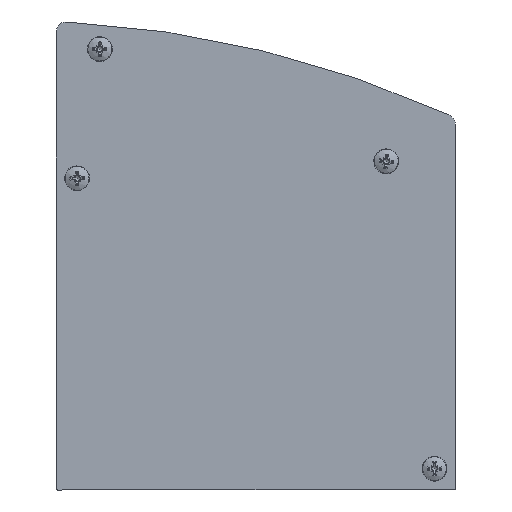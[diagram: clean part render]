
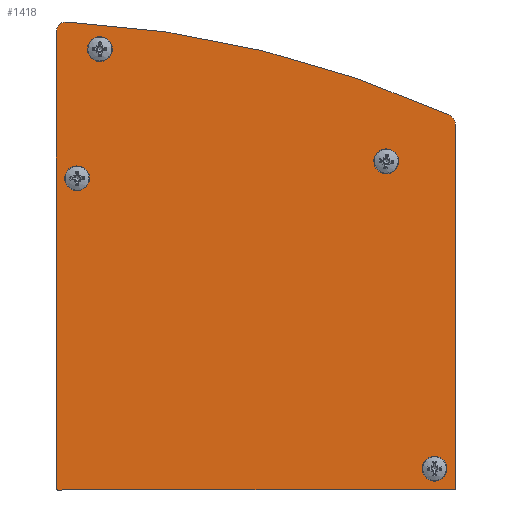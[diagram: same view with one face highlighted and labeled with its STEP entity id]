
A CAD part, left-side view. The second image highlights one B-rep face of the part: STEP entity #1418.
In plain terms, the highlighted face is planar.
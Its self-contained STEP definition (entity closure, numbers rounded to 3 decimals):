
#163=FACE_BOUND('',#305,.T.);
#164=FACE_BOUND('',#306,.T.);
#165=FACE_BOUND('',#307,.T.);
#166=FACE_BOUND('',#308,.T.);
#180=PLANE('',#1600);
#226=FACE_OUTER_BOUND('',#304,.T.);
#304=EDGE_LOOP('',(#1031,#1032,#1033,#1034,#1035,#1036,#1037,#1038));
#305=EDGE_LOOP('',(#1039,#1040,#1041,#1042));
#306=EDGE_LOOP('',(#1043,#1044,#1045,#1046));
#307=EDGE_LOOP('',(#1047));
#308=EDGE_LOOP('',(#1048));
#376=LINE('',#2188,#456);
#380=LINE('',#2199,#460);
#384=LINE('',#2212,#464);
#388=LINE('',#2223,#468);
#394=LINE('',#2248,#474);
#398=LINE('',#2260,#478);
#402=LINE('',#2272,#482);
#456=VECTOR('',#1751,10.);
#460=VECTOR('',#1763,10.);
#464=VECTOR('',#1775,10.);
#468=VECTOR('',#1787,10.);
#474=VECTOR('',#1813,10.);
#478=VECTOR('',#1825,10.);
#482=VECTOR('',#1837,10.);
#534=CIRCLE('',#1561,2.25);
#536=CIRCLE('',#1565,2.25);
#538=CIRCLE('',#1569,2.25);
#540=CIRCLE('',#1573,2.25);
#543=CIRCLE('',#1578,2.25);
#545=CIRCLE('',#1581,2.25);
#546=CIRCLE('',#1583,3.5);
#548=CIRCLE('',#1587,0.5);
#550=CIRCLE('',#1591,0.5);
#552=CIRCLE('',#1595,2.8);
#554=CIRCLE('',#1598,300.);
#611=VERTEX_POINT('',#2178);
#612=VERTEX_POINT('',#2179);
#615=VERTEX_POINT('',#2187);
#617=VERTEX_POINT('',#2193);
#619=VERTEX_POINT('',#2202);
#620=VERTEX_POINT('',#2203);
#623=VERTEX_POINT('',#2211);
#625=VERTEX_POINT('',#2217);
#628=VERTEX_POINT('',#2228);
#630=VERTEX_POINT('',#2234);
#631=VERTEX_POINT('',#2238);
#632=VERTEX_POINT('',#2239);
#635=VERTEX_POINT('',#2247);
#637=VERTEX_POINT('',#2253);
#639=VERTEX_POINT('',#2259);
#641=VERTEX_POINT('',#2265);
#643=VERTEX_POINT('',#2271);
#645=VERTEX_POINT('',#2277);
#750=EDGE_CURVE('',#611,#612,#534,.T.);
#754=EDGE_CURVE('',#612,#615,#376,.T.);
#757=EDGE_CURVE('',#615,#617,#536,.T.);
#760=EDGE_CURVE('',#617,#611,#380,.T.);
#762=EDGE_CURVE('',#619,#620,#538,.T.);
#766=EDGE_CURVE('',#620,#623,#384,.T.);
#769=EDGE_CURVE('',#623,#625,#540,.T.);
#772=EDGE_CURVE('',#625,#619,#388,.T.);
#776=EDGE_CURVE('',#628,#628,#543,.T.);
#779=EDGE_CURVE('',#630,#630,#545,.T.);
#780=EDGE_CURVE('',#631,#632,#546,.T.);
#784=EDGE_CURVE('',#632,#635,#394,.T.);
#787=EDGE_CURVE('',#635,#637,#548,.T.);
#790=EDGE_CURVE('',#637,#639,#398,.T.);
#793=EDGE_CURVE('',#639,#641,#550,.T.);
#796=EDGE_CURVE('',#641,#643,#402,.T.);
#799=EDGE_CURVE('',#643,#645,#552,.T.);
#802=EDGE_CURVE('',#645,#631,#554,.T.);
#1031=ORIENTED_EDGE('',*,*,#780,.F.);
#1032=ORIENTED_EDGE('',*,*,#802,.F.);
#1033=ORIENTED_EDGE('',*,*,#799,.F.);
#1034=ORIENTED_EDGE('',*,*,#796,.F.);
#1035=ORIENTED_EDGE('',*,*,#793,.F.);
#1036=ORIENTED_EDGE('',*,*,#790,.F.);
#1037=ORIENTED_EDGE('',*,*,#787,.F.);
#1038=ORIENTED_EDGE('',*,*,#784,.F.);
#1039=ORIENTED_EDGE('',*,*,#750,.T.);
#1040=ORIENTED_EDGE('',*,*,#754,.T.);
#1041=ORIENTED_EDGE('',*,*,#757,.T.);
#1042=ORIENTED_EDGE('',*,*,#760,.T.);
#1043=ORIENTED_EDGE('',*,*,#762,.T.);
#1044=ORIENTED_EDGE('',*,*,#766,.T.);
#1045=ORIENTED_EDGE('',*,*,#769,.T.);
#1046=ORIENTED_EDGE('',*,*,#772,.T.);
#1047=ORIENTED_EDGE('',*,*,#776,.T.);
#1048=ORIENTED_EDGE('',*,*,#779,.T.);
#1418=ADVANCED_FACE('',(#226,#163,#164,#165,#166),#180,.T.);
#1561=AXIS2_PLACEMENT_3D('',#2180,#1743,#1744);
#1565=AXIS2_PLACEMENT_3D('',#2194,#1756,#1757);
#1569=AXIS2_PLACEMENT_3D('',#2204,#1767,#1768);
#1573=AXIS2_PLACEMENT_3D('',#2218,#1780,#1781);
#1578=AXIS2_PLACEMENT_3D('',#2230,#1794,#1795);
#1581=AXIS2_PLACEMENT_3D('',#2236,#1801,#1802);
#1583=AXIS2_PLACEMENT_3D('',#2240,#1805,#1806);
#1587=AXIS2_PLACEMENT_3D('',#2254,#1818,#1819);
#1591=AXIS2_PLACEMENT_3D('',#2266,#1830,#1831);
#1595=AXIS2_PLACEMENT_3D('',#2278,#1842,#1843);
#1598=AXIS2_PLACEMENT_3D('',#2283,#1849,#1850);
#1600=AXIS2_PLACEMENT_3D('',#2285,#1853,#1854);
#1743=DIRECTION('center_axis',(0.,-1.,0.));
#1744=DIRECTION('ref_axis',(0.,0.,-1.));
#1751=DIRECTION('',(1.,0.,0.));
#1756=DIRECTION('center_axis',(0.,-1.,0.));
#1757=DIRECTION('ref_axis',(0.,0.,1.));
#1763=DIRECTION('',(-1.,0.,0.));
#1767=DIRECTION('center_axis',(0.,-1.,0.));
#1768=DIRECTION('ref_axis',(0.,0.,-1.));
#1775=DIRECTION('',(1.,0.,0.));
#1780=DIRECTION('center_axis',(0.,-1.,0.));
#1781=DIRECTION('ref_axis',(0.,0.,1.));
#1787=DIRECTION('',(-1.,0.,0.));
#1794=DIRECTION('center_axis',(0.,-1.,0.));
#1795=DIRECTION('ref_axis',(1.,0.,0.));
#1801=DIRECTION('center_axis',(0.,-1.,0.));
#1802=DIRECTION('ref_axis',(1.,0.,0.));
#1805=DIRECTION('center_axis',(0.,-1.,0.));
#1806=DIRECTION('ref_axis',(1.,0.,0.));
#1813=DIRECTION('',(0.,0.,-1.));
#1818=DIRECTION('center_axis',(0.,-1.,0.));
#1819=DIRECTION('ref_axis',(0.,0.,1.));
#1825=DIRECTION('',(1.,0.,0.));
#1830=DIRECTION('center_axis',(0.,-1.,0.));
#1831=DIRECTION('ref_axis',(-1.,0.,0.));
#1837=DIRECTION('',(0.,0.,1.));
#1842=DIRECTION('center_axis',(0.,-1.,0.));
#1843=DIRECTION('ref_axis',(0.052,0.,-0.999));
#1849=DIRECTION('center_axis',(0.,-1.,0.));
#1850=DIRECTION('ref_axis',(0.411,0.,-0.911));
#1853=DIRECTION('center_axis',(0.,1.,0.));
#1854=DIRECTION('ref_axis',(0.,0.,1.));
#2178=CARTESIAN_POINT('',(-2.2,1.5,20.05));
#2179=CARTESIAN_POINT('',(-2.2,1.5,15.55));
#2180=CARTESIAN_POINT('Origin',(-2.2,1.5,17.8));
#2187=CARTESIAN_POINT('',(-1.2,1.5,15.55));
#2188=CARTESIAN_POINT('',(17.676,1.5,15.55));
#2193=CARTESIAN_POINT('',(-1.2,1.5,20.05));
#2194=CARTESIAN_POINT('Origin',(-1.2,1.5,17.8));
#2199=CARTESIAN_POINT('',(18.176,1.5,20.05));
#2202=CARTESIAN_POINT('',(85.,1.5,15.25));
#2203=CARTESIAN_POINT('',(85.,1.5,10.75));
#2204=CARTESIAN_POINT('Origin',(85.,1.5,13.));
#2211=CARTESIAN_POINT('',(86.,1.5,10.75));
#2212=CARTESIAN_POINT('',(61.276,1.5,10.75));
#2217=CARTESIAN_POINT('',(86.,1.5,15.25));
#2218=CARTESIAN_POINT('Origin',(86.,1.5,13.));
#2223=CARTESIAN_POINT('',(61.776,1.5,15.25));
#2228=CARTESIAN_POINT('',(76.35,1.5,49.45));
#2230=CARTESIAN_POINT('Origin',(78.6,1.5,49.45));
#2234=CARTESIAN_POINT('',(-18.05,1.5,-68.9));
#2236=CARTESIAN_POINT('Origin',(-15.8,1.5,-68.9));
#2238=CARTESIAN_POINT('',(-19.74,1.5,30.939));
#2239=CARTESIAN_POINT('',(-21.8,1.5,27.749));
#2240=CARTESIAN_POINT('Origin',(-18.3,1.5,27.749));
#2247=CARTESIAN_POINT('',(-21.8,1.5,-74.4));
#2248=CARTESIAN_POINT('',(-21.8,1.5,27.749));
#2253=CARTESIAN_POINT('',(-21.3,1.5,-74.9));
#2254=CARTESIAN_POINT('Origin',(-21.3,1.5,-74.4));
#2259=CARTESIAN_POINT('',(90.4,1.5,-74.9));
#2260=CARTESIAN_POINT('',(-21.3,1.5,-74.9));
#2265=CARTESIAN_POINT('',(90.9,1.5,-74.4));
#2266=CARTESIAN_POINT('Origin',(90.4,1.5,-74.4));
#2271=CARTESIAN_POINT('',(90.9,1.5,54.3));
#2272=CARTESIAN_POINT('',(90.9,1.5,-74.4));
#2277=CARTESIAN_POINT('',(87.953,1.5,57.096));
#2278=CARTESIAN_POINT('Origin',(88.1,1.5,54.3));
#2283=CARTESIAN_POINT('Origin',(103.695,1.5,-242.491));
#2285=CARTESIAN_POINT('Origin',(37.552,1.5,-14.101));
